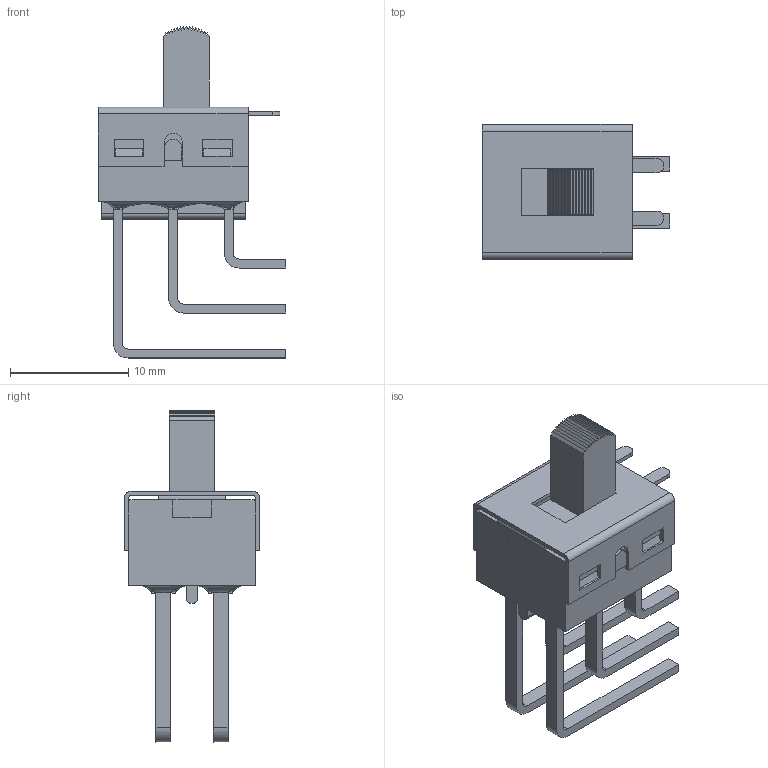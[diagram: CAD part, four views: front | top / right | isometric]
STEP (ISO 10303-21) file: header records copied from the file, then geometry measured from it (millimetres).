
FILE_DESCRIPTION(/* description */ (''),/* implementation_level */ '2;1');
FILE_NAME(/* name */ '500SDPxS2M7xEA.stp',/* time_stamp */ '2025-05-14T16:14:29-05:00',/* author */ ('mroman'),/* organization */ (''),/* preprocessor_version */ 'ST-DEVELOPER v18.1',/* originating_system */ 'Autodesk Inventor 2022',/* authorisation */ '');
FILE_SCHEMA (('AUTOMOTIVE_DESIGN { 1 0 10303 214 3 1 1 }'));
Length unit declared in the file: inch
Products named in the file (1): 500SDPxS2M7xEA
Bounding box: 15.88 x 11.43 x 28.12 mm (x, y, z)
Volume: 777.4 mm3; surface area: 1964.5 mm2
Topology: 1 solids, 1 shells, 282 faces, 822 edges, 542 vertices
Faces by surface type: plane 222, cylinder 42, bspline 16, cone 2
Full cylindrical faces by diameter (mm): 2.4 x1
Entity records: 10019 total; most frequent: CARTESIAN_POINT 2645, ORIENTED_EDGE 1644, DIRECTION 1352, EDGE_CURVE 822, LINE 642, VECTOR 642, VERTEX_POINT 542, AXIS2_PLACEMENT_3D 355
